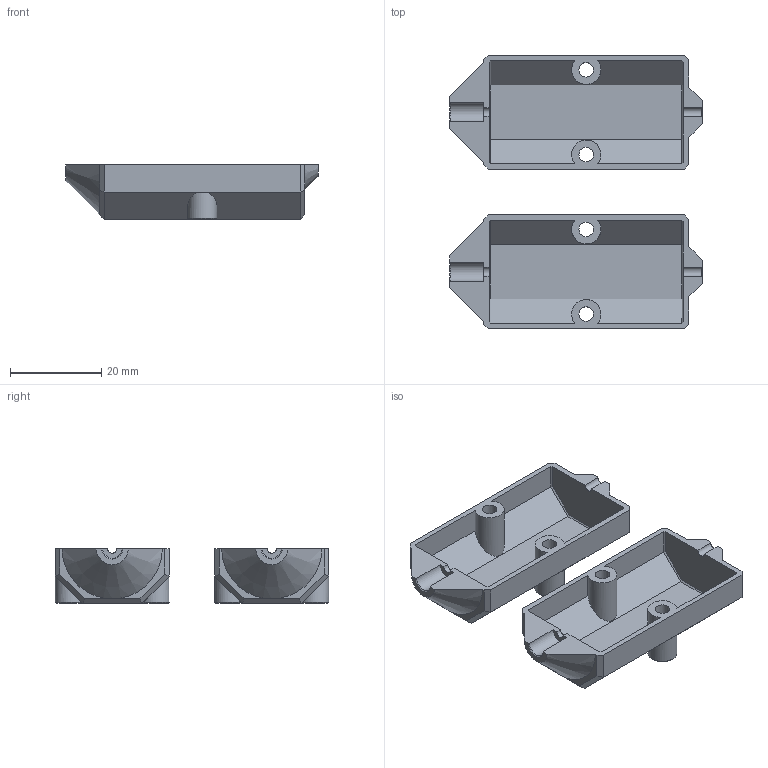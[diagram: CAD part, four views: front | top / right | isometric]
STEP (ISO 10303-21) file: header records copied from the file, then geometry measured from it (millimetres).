
FILE_DESCRIPTION(/* description */ (''),/* implementation_level */ '2;1');
FILE_NAME(/* name */ 'Filament dust filter v8.step',/* time_stamp */ '2022-05-26T10:19:34+02:00',/* author */ (''),/* organization */ (''),/* preprocessor_version */ 'ST-DEVELOPER v19',/* originating_system */ 'Autodesk Translation Framework v11.7.0.108',/* authorisation */ '');
FILE_SCHEMA (('AUTOMOTIVE_DESIGN { 1 0 10303 214 3 1 1 }'));
Length unit declared in the file: millimetre
Products named in the file (1): Filament dust filter
Bounding box: 55.5 x 60 x 12 mm (x, y, z)
Volume: 7458.6 mm3; surface area: 10546 mm2
Topology: 2 solids, 2 shells, 128 faces, 324 edges, 202 vertices
Faces by surface type: plane 90, cylinder 20, cone 18
Full cylindrical faces by diameter (mm): 3.2 x4, 4.3 x2
Entity records: 3822 total; most frequent: CARTESIAN_POINT 671, ORIENTED_EDGE 648, DIRECTION 644, EDGE_CURVE 324, LINE 246, VECTOR 246, VERTEX_POINT 202, AXIS2_PLACEMENT_3D 199
